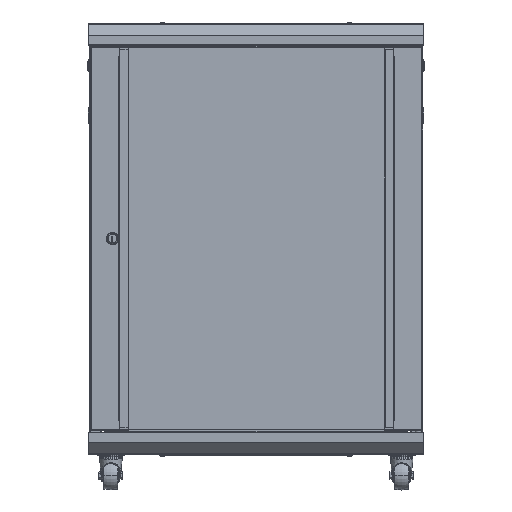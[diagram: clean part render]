
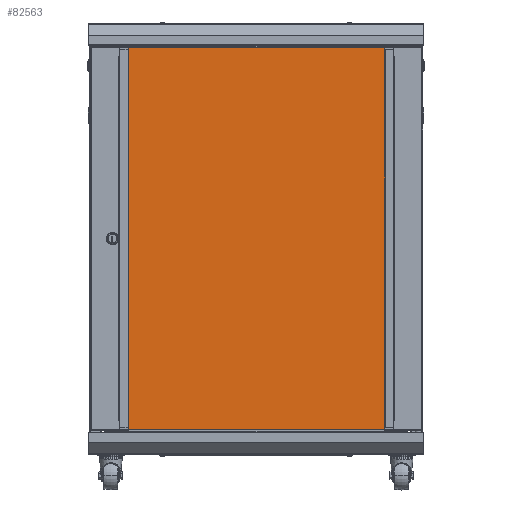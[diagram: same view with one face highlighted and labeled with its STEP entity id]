
A CAD part, top view. The second image highlights one B-rep face of the part: STEP entity #82563.
In plain terms, the highlighted planar face has unit normal (0, 0, 1).
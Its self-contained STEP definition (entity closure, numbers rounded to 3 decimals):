
#5874 = VECTOR ( 'NONE', #34074, 1000. ) ;
#8168 = VERTEX_POINT ( 'NONE', #66351 ) ;
#8713 = EDGE_CURVE ( 'NONE', #84827, #67298, #14077, .T. ) ;
#10844 = CARTESIAN_POINT ( 'NONE',  ( -245.5, 208.25, 5. ) ) ;
#10932 = VERTEX_POINT ( 'NONE', #27432 ) ;
#12352 = VECTOR ( 'NONE', #13472, 1000. ) ;
#13189 = EDGE_CURVE ( 'NONE', #8168, #10932, #23780, .T. ) ;
#13472 = DIRECTION ( 'NONE',  ( 1., 0., 0. ) ) ;
#14077 = LINE ( 'NONE', #21413, #78711 ) ;
#16481 = DIRECTION ( 'NONE',  ( 0., 1., 0. ) ) ;
#18691 = CARTESIAN_POINT ( 'NONE',  ( 245.5, 474.95, 5. ) ) ;
#19871 = AXIS2_PLACEMENT_3D ( 'NONE', #53241, #79596, #46778 ) ;
#21413 = CARTESIAN_POINT ( 'NONE',  ( 245.5, 208.25, 5. ) ) ;
#21435 = ORIENTED_EDGE ( 'NONE', *, *, #13189, .F. ) ;
#21828 = DIRECTION ( 'NONE',  ( 0., -1., 0. ) ) ;
#22143 = ORIENTED_EDGE ( 'NONE', *, *, #35130, .F. ) ;
#23780 = LINE ( 'NONE', #10844, #49084 ) ;
#26570 = ORIENTED_EDGE ( 'NONE', *, *, #8713, .F. ) ;
#26957 = PLANE ( 'NONE',  #19871 ) ;
#27432 = CARTESIAN_POINT ( 'NONE',  ( -245.5, 474.95, 5. ) ) ;
#34074 = DIRECTION ( 'NONE',  ( -1., 0., 0. ) ) ;
#35130 = EDGE_CURVE ( 'NONE', #67298, #8168, #67290, .T. ) ;
#36176 = EDGE_LOOP ( 'NONE', ( #53875, #21435, #22143, #26570 ) ) ;
#36690 = CARTESIAN_POINT ( 'NONE',  ( 245.5, 474.95, 5. ) ) ;
#46778 = DIRECTION ( 'NONE',  ( -1., 0., 0. ) ) ;
#49084 = VECTOR ( 'NONE', #16481, 1000. ) ;
#53241 = CARTESIAN_POINT ( 'NONE',  ( 245.5, 208.25, 5. ) ) ;
#53875 = ORIENTED_EDGE ( 'NONE', *, *, #64178, .F. ) ;
#54358 = CARTESIAN_POINT ( 'NONE',  ( 245.5, -208.25, 5. ) ) ;
#57080 = LINE ( 'NONE', #18691, #12352 ) ;
#60999 = FACE_OUTER_BOUND ( 'NONE', #36176, .T. ) ;
#64178 = EDGE_CURVE ( 'NONE', #10932, #84827, #57080, .T. ) ;
#66351 = CARTESIAN_POINT ( 'NONE',  ( -245.5, -208.25, 5. ) ) ;
#67290 = LINE ( 'NONE', #54358, #5874 ) ;
#67298 = VERTEX_POINT ( 'NONE', #82647 ) ;
#78711 = VECTOR ( 'NONE', #21828, 1000. ) ;
#79596 = DIRECTION ( 'NONE',  ( 0., 0., -1. ) ) ;
#82563 = ADVANCED_FACE ( 'NONE', ( #60999 ), #26957, .F. ) ;
#82647 = CARTESIAN_POINT ( 'NONE',  ( 245.5, -208.25, 5. ) ) ;
#84827 = VERTEX_POINT ( 'NONE', #36690 ) ;
